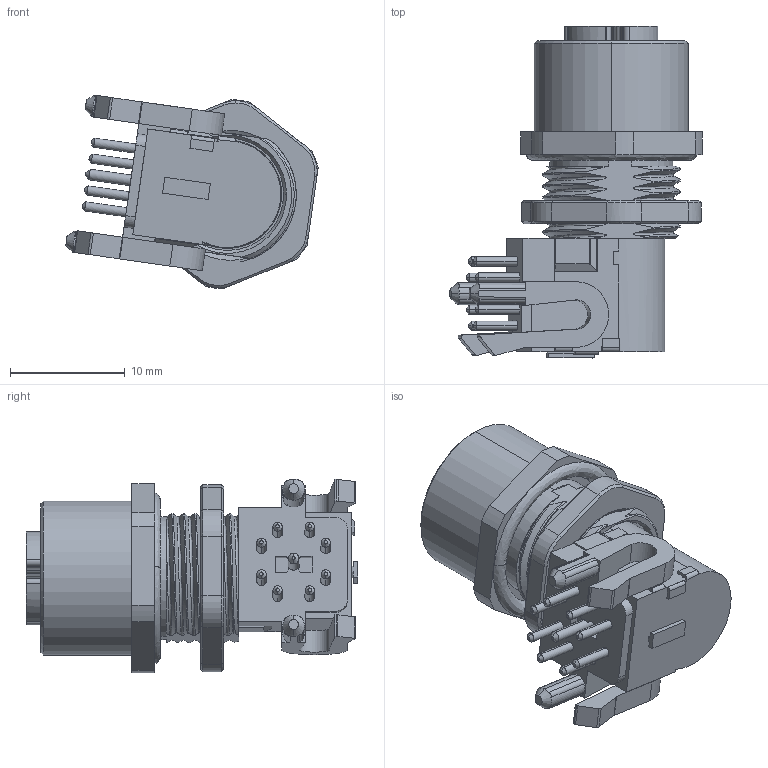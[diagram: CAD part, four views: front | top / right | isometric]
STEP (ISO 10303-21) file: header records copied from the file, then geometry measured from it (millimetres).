
FILE_DESCRIPTION (( 'STEP AP214' ), '1' );
FILE_NAME ('M1290PCB-8XF-R_3D.step', '2025-07-29T18:44:12', ( '' ), ( '' ), 'SwSTEP 2.0', 'SolidWorks 2022', '' );
FILE_SCHEMA (( 'AUTOMOTIVE_DESIGN' ));
Length unit declared in the file: millimetre
Products named in the file (1): M1290PCB-8XF-R_3D
Bounding box: 21.98 x 28.9 x 16.86 mm (x, y, z)
Volume: 3156.7 mm3; surface area: 4677.7 mm2
Topology: 1 solids, 1 shells, 745 faces, 2047 edges, 1334 vertices
Faces by surface type: plane 326, cylinder 275, cone 83, bspline 61
Entity records: 35122 total; most frequent: CARTESIAN_POINT 10656, ORIENTED_EDGE 4062, DIRECTION 3688, EDGE_CURVE 2031, AXIS2_PLACEMENT_3D 1335, VERTEX_POINT 1334, VECTOR 1018, LINE 1018
